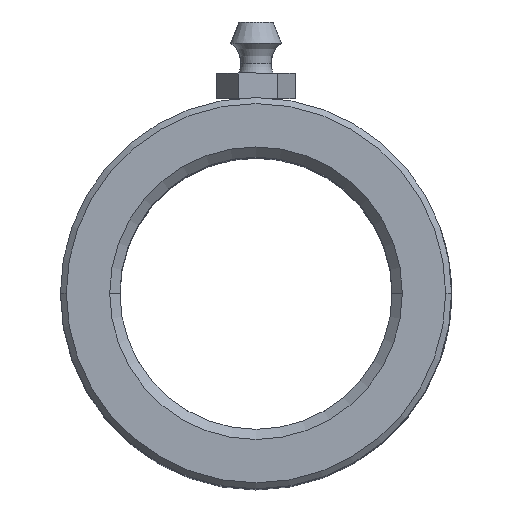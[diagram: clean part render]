
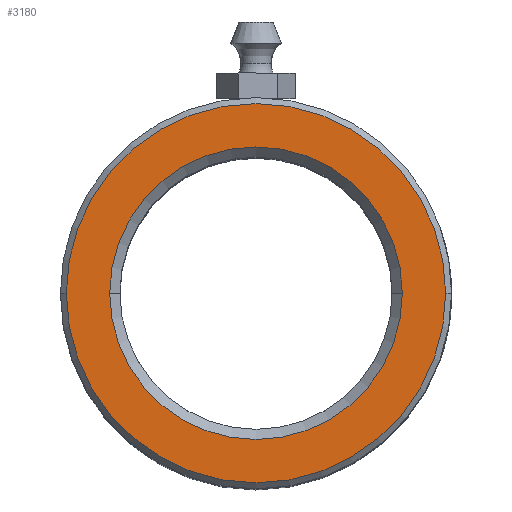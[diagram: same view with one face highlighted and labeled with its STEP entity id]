
A CAD part, top view. The second image highlights one B-rep face of the part: STEP entity #3180.
In plain terms, the highlighted planar face has unit normal (0, 0, 1).
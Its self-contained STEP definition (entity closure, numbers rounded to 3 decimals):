
#46 = DIRECTION ( 'NONE',  ( 0., 0., -1. ) ) ;
#507 = DIRECTION ( 'NONE',  ( 1., 0., 0. ) ) ;
#637 = FACE_OUTER_BOUND ( 'NONE', #4801, .T. ) ;
#820 = DIRECTION ( 'NONE',  ( 0., 0., 1. ) ) ;
#925 = AXIS2_PLACEMENT_3D ( 'NONE', #4803, #46, #4827 ) ;
#990 = VERTEX_POINT ( 'NONE', #3468 ) ;
#1077 = VERTEX_POINT ( 'NONE', #4705 ) ;
#1116 = EDGE_CURVE ( 'NONE', #990, #3741, #1376, .T. ) ;
#1150 = ORIENTED_EDGE ( 'NONE', *, *, #6576, .T. ) ;
#1230 = EDGE_LOOP ( 'NONE', ( #1150, #5136 ) ) ;
#1361 = CIRCLE ( 'NONE', #3431, 22.3 ) ;
#1376 = CIRCLE ( 'NONE', #5770, 17.2 ) ;
#1386 = CARTESIAN_POINT ( 'NONE',  ( 0., 0., 80. ) ) ;
#1420 = CIRCLE ( 'NONE', #925, 17.2 ) ;
#1796 = AXIS2_PLACEMENT_3D ( 'NONE', #2333, #3411, #6048 ) ;
#2004 = CARTESIAN_POINT ( 'NONE',  ( 0., 0., 80. ) ) ;
#2143 = ORIENTED_EDGE ( 'NONE', *, *, #3420, .T. ) ;
#2333 = CARTESIAN_POINT ( 'NONE',  ( 0., 0., 80. ) ) ;
#2417 = DIRECTION ( 'NONE',  ( 1., 0., 0. ) ) ;
#2476 = DIRECTION ( 'NONE',  ( 0., 0., 1. ) ) ;
#3180 = ADVANCED_FACE ( 'NONE', ( #637, #3709 ), #4569, .T. ) ;
#3184 = ORIENTED_EDGE ( 'NONE', *, *, #6773, .T. ) ;
#3206 = CIRCLE ( 'NONE', #1796, 22.3 ) ;
#3411 = DIRECTION ( 'NONE',  ( 0., 0., 1. ) ) ;
#3420 = EDGE_CURVE ( 'NONE', #1077, #5813, #3206, .T. ) ;
#3431 = AXIS2_PLACEMENT_3D ( 'NONE', #5142, #2476, #6119 ) ;
#3468 = CARTESIAN_POINT ( 'NONE',  ( -17.2, 0., 80. ) ) ;
#3709 = FACE_BOUND ( 'NONE', #1230, .T. ) ;
#3741 = VERTEX_POINT ( 'NONE', #6198 ) ;
#4430 = CARTESIAN_POINT ( 'NONE',  ( 22.3, 0., 80. ) ) ;
#4525 = AXIS2_PLACEMENT_3D ( 'NONE', #1386, #820, #2417 ) ;
#4569 = PLANE ( 'NONE',  #4525 ) ;
#4705 = CARTESIAN_POINT ( 'NONE',  ( -22.3, 0., 80. ) ) ;
#4801 = EDGE_LOOP ( 'NONE', ( #2143, #3184 ) ) ;
#4803 = CARTESIAN_POINT ( 'NONE',  ( 0., 0., 80. ) ) ;
#4827 = DIRECTION ( 'NONE',  ( 1., 0., 0. ) ) ;
#5136 = ORIENTED_EDGE ( 'NONE', *, *, #1116, .T. ) ;
#5142 = CARTESIAN_POINT ( 'NONE',  ( 0., 0., 80. ) ) ;
#5728 = DIRECTION ( 'NONE',  ( 0., 0., -1. ) ) ;
#5770 = AXIS2_PLACEMENT_3D ( 'NONE', #2004, #5728, #507 ) ;
#5813 = VERTEX_POINT ( 'NONE', #4430 ) ;
#6048 = DIRECTION ( 'NONE',  ( 1., 0., 0. ) ) ;
#6119 = DIRECTION ( 'NONE',  ( 1., 0., 0. ) ) ;
#6198 = CARTESIAN_POINT ( 'NONE',  ( 17.2, 0., 80. ) ) ;
#6576 = EDGE_CURVE ( 'NONE', #3741, #990, #1420, .T. ) ;
#6773 = EDGE_CURVE ( 'NONE', #5813, #1077, #1361, .T. ) ;
